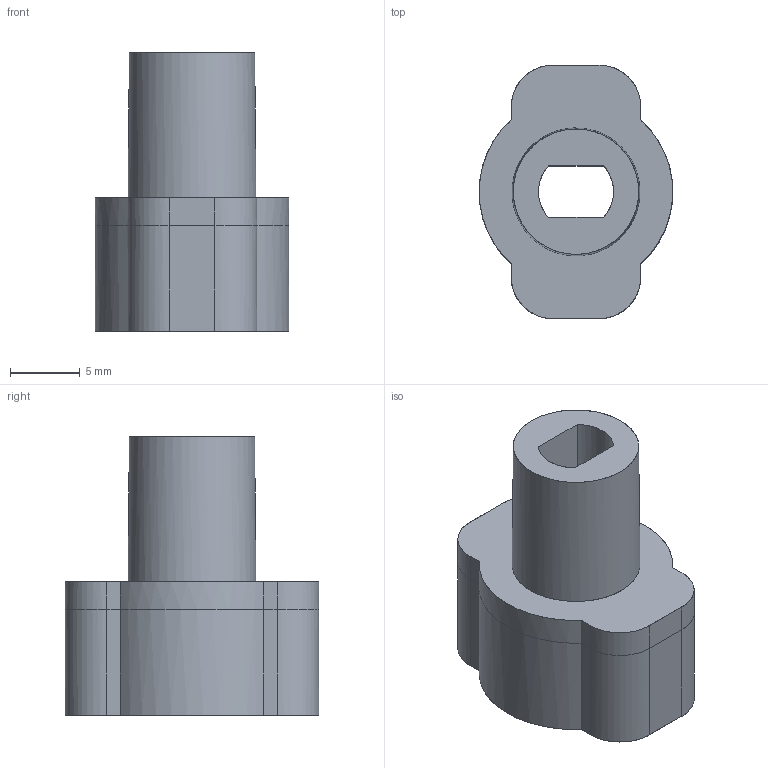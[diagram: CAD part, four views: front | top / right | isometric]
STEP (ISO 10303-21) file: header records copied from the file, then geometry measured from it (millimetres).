
FILE_DESCRIPTION((''),'2;1');
FILE_NAME('VM.stp','2025-02-06T18:44:08',(''),(''),'AutoCAD STEP 2000i','AutoCAD 2000i',', , ');
FILE_SCHEMA(('CONFIG_CONTROL_DESIGN'));
Length unit declared in the file: millimetre
Products named in the file (1): VM
Bounding box: 13.9 x 18.2 x 20 mm (x, y, z)
Surface area: 1780.5 mm2 (no closed solid volume)
Topology: 0 solids, 0 shells, 67 faces, 276 edges, 275 vertices
Faces by surface type: bspline 67
Entity records: 4642 total; most frequent: CARTESIAN_POINT 3310, QUASI_UNIFORM_CURVE 442, PCURVE 276, COMPOSITE_CURVE_SEGMENT 276, OUTER_BOUNDARY_CURVE 67, CURVE_BOUNDED_SURFACE 67, B_SPLINE_CURVE_WITH_KNOTS 56, QUASI_UNIFORM_SURFACE 36
